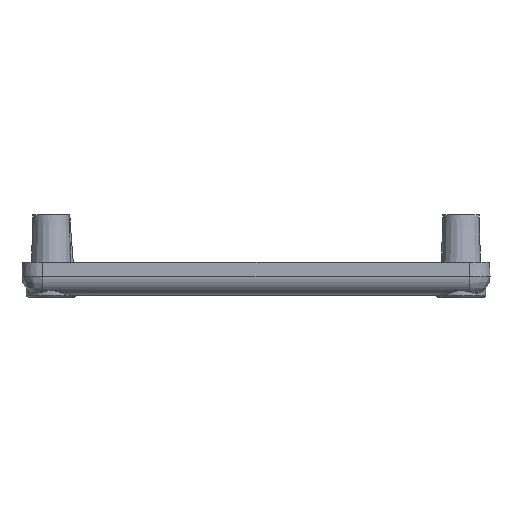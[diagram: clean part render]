
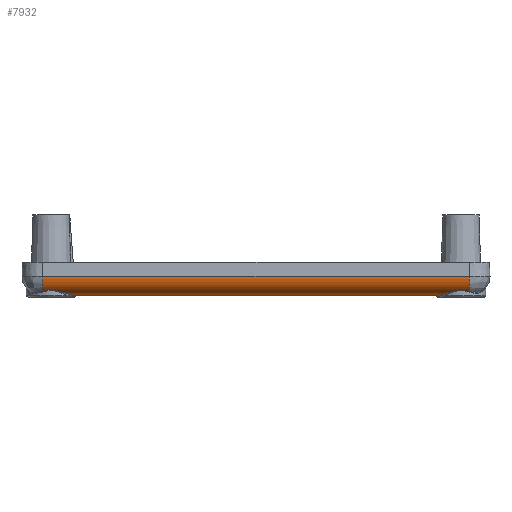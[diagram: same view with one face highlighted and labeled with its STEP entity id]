
A CAD part, left-side view. The second image highlights one B-rep face of the part: STEP entity #7932.
In plain terms, the highlighted cylindrical face has radius 4.5 mm (diameter 9 mm), a partial arc.
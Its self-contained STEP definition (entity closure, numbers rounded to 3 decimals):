
#105=CARTESIAN_POINT('',(-18.238,102.761,-50.185));
#127=CARTESIAN_POINT('',(-15.56,102.761,-46.568));
#128=DIRECTION('',(0.,-1.,0.));
#129=DIRECTION('',(-1.,0.,0.017));
#130=AXIS2_PLACEMENT_3D('',#127,#128,#129);
#146=DIRECTION('',(0.,1.,0.));
#147=VECTOR('',#146,88.44);
#148=CARTESIAN_POINT('',(-15.56,6.64,-51.068));
#149=LINE('',#148,#147);
#150=CARTESIAN_POINT('',(-15.56,95.08,-51.068));
#151=CARTESIAN_POINT('',(-15.598,95.117,-51.068));
#152=CARTESIAN_POINT('',(-15.682,95.189,-51.067));
#153=CARTESIAN_POINT('',(-15.821,95.307,-51.061));
#154=CARTESIAN_POINT('',(-15.973,95.436,-51.05));
#155=CARTESIAN_POINT('',(-16.137,95.581,-51.032));
#156=CARTESIAN_POINT('',(-16.312,95.744,-51.006));
#157=CARTESIAN_POINT('',(-16.499,95.928,-50.97));
#158=CARTESIAN_POINT('',(-16.697,96.136,-50.924));
#159=CARTESIAN_POINT('',(-16.906,96.374,-50.864));
#160=CARTESIAN_POINT('',(-17.122,96.644,-50.79));
#161=CARTESIAN_POINT('',(-17.347,96.953,-50.701));
#162=CARTESIAN_POINT('',(-17.577,97.31,-50.594));
#163=CARTESIAN_POINT('',(-17.809,97.722,-50.469));
#164=CARTESIAN_POINT('',(-18.035,98.197,-50.33));
#165=CARTESIAN_POINT('',(-18.252,98.767,-50.177));
#166=CARTESIAN_POINT('',(-18.428,99.405,-50.038));
#167=CARTESIAN_POINT('',(-18.536,100.061,-49.944));
#168=CARTESIAN_POINT('',(-18.575,100.696,-49.909));
#169=CARTESIAN_POINT('',(-18.55,101.311,-49.931));
#170=CARTESIAN_POINT('',(-18.463,101.945,-50.008));
#171=CARTESIAN_POINT('',(-18.347,102.416,-50.103));
#172=CARTESIAN_POINT('',(-18.271,102.659,-50.16));
#174=CARTESIAN_POINT('',(-18.271,102.659,-50.16));
#175=CARTESIAN_POINT('',(-18.268,102.67,-50.162));
#176=CARTESIAN_POINT('',(-18.261,102.693,-50.168));
#177=CARTESIAN_POINT('',(-18.25,102.727,-50.176));
#178=CARTESIAN_POINT('',(-18.242,102.75,-50.182));
#179=CARTESIAN_POINT('',(-18.238,102.761,-50.185));
#181=DIRECTION('',(0.,-1.,0.));
#182=VECTOR('',#181,103.802);
#183=CARTESIAN_POINT('',(-20.06,102.761,-46.489));
#184=LINE('',#183,#182);
#185=CARTESIAN_POINT('',(-18.238,-1.041,
-50.185));
#186=CARTESIAN_POINT('',(-18.242,-1.03,
-50.182));
#187=CARTESIAN_POINT('',(-18.25,-1.007,
-50.176));
#188=CARTESIAN_POINT('',(-18.261,-0.973,
-50.168));
#189=CARTESIAN_POINT('',(-18.268,-0.95,
-50.162));
#190=CARTESIAN_POINT('',(-18.272,-0.939,
-50.16));
#192=CARTESIAN_POINT('',(-15.56,6.64,-51.068));
#193=CARTESIAN_POINT('',(-15.598,6.603,-51.068));
#194=CARTESIAN_POINT('',(-15.682,6.53,-51.067));
#195=CARTESIAN_POINT('',(-15.823,6.412,-51.061));
#196=CARTESIAN_POINT('',(-15.976,6.281,-51.05));
#197=CARTESIAN_POINT('',(-16.141,6.136,-51.032));
#198=CARTESIAN_POINT('',(-16.317,5.972,-51.005));
#199=CARTESIAN_POINT('',(-16.506,5.786,-50.969));
#200=CARTESIAN_POINT('',(-16.703,5.577,-50.922));
#201=CARTESIAN_POINT('',(-16.91,5.341,-50.863));
#202=CARTESIAN_POINT('',(-17.127,5.07,-50.789));
#203=CARTESIAN_POINT('',(-17.351,4.76,-50.699));
#204=CARTESIAN_POINT('',(-17.582,4.402,-50.591));
#205=CARTESIAN_POINT('',(-17.813,3.99,-50.467));
#206=CARTESIAN_POINT('',(-18.042,3.506,-50.325));
#207=CARTESIAN_POINT('',(-18.255,2.942,-50.175));
#208=CARTESIAN_POINT('',(-18.429,2.308,-50.037));
#209=CARTESIAN_POINT('',(-18.535,1.664,-49.945));
#210=CARTESIAN_POINT('',(-18.575,1.037,-49.909));
#211=CARTESIAN_POINT('',(-18.551,0.417,
-49.931));
#212=CARTESIAN_POINT('',(-18.463,-0.224,
-50.008));
#213=CARTESIAN_POINT('',(-18.347,-0.695,
-50.103));
#214=CARTESIAN_POINT('',(-18.272,-0.939,
-50.16));
#6180=CARTESIAN_POINT('',(-15.56,-1.041,
-46.568));
#6181=DIRECTION('',(0.,1.,0.));
#6182=DIRECTION('',(-0.595,0.,-0.804));
#6183=AXIS2_PLACEMENT_3D('',#6180,#6181,#6182);
#6232=CARTESIAN_POINT('',(-20.06,-1.041,
-46.489));
#6233=VERTEX_POINT('',#6232);
#6234=CARTESIAN_POINT('',(-20.06,102.761,
-46.489));
#6235=VERTEX_POINT('',#6234);
#6248=VERTEX_POINT('',#105);
#6250=VERTEX_POINT('',#174);
#6254=VERTEX_POINT('',#192);
#6255=VERTEX_POINT('',#214);
#6256=CARTESIAN_POINT('',(-15.56,95.08,
-51.068));
#6257=VERTEX_POINT('',#6256);
#6258=CARTESIAN_POINT('',(-18.238,-1.041,
-50.185));
#6259=VERTEX_POINT('',#6258);
#7912=CARTESIAN_POINT('',(-15.56,-1.504,-46.568));
#7913=DIRECTION('',(0.,1.,0.));
#7914=DIRECTION('',(0.,0.,-1.));
#7915=AXIS2_PLACEMENT_3D('',#7912,#7913,#7914);
#7916=CYLINDRICAL_SURFACE('',#7915,4.5);
#7918=ORIENTED_EDGE('',*,*,#7917,.F.);
#7920=ORIENTED_EDGE('',*,*,#7919,.T.);
#7922=ORIENTED_EDGE('',*,*,#7921,.T.);
#7923=ORIENTED_EDGE('',*,*,#7898,.T.);
#7924=ORIENTED_EDGE('',*,*,#7856,.F.);
#7925=ORIENTED_EDGE('',*,*,#7730,.T.);
#7927=ORIENTED_EDGE('',*,*,#7926,.F.);
#7929=ORIENTED_EDGE('',*,*,#7928,.T.);
#7930=EDGE_LOOP('',(#7918,#7920,#7922,#7923,#7924,#7925,#7927,#7929));
#7931=FACE_OUTER_BOUND('',#7930,.F.);
#7932=ADVANCED_FACE('',(#7931),#7916,.T.);
#131=CIRCLE('',#130,4.5);
#173=B_SPLINE_CURVE_WITH_KNOTS('',3,(#150,#151,#152,#153,#154,#155,#156,#157,
#158,#159,#160,#161,#162,#163,#164,#165,#166,#167,#168,#169,#170,#171,#172),
.UNSPECIFIED.,.F.,.F.,(4,1,1,1,1,1,1,1,1,1,1,1,1,1,1,1,1,1,1,1,4),(0.,0.05,
0.1,0.15,0.2,0.25,0.3,0.35,0.4,0.45,0.5,0.55,0.6,0.65,
0.7,0.75,0.8,0.85,0.9,0.95,1.),.UNSPECIFIED.);
#180=B_SPLINE_CURVE_WITH_KNOTS('',3,(#174,#175,#176,#177,#178,#179),
.UNSPECIFIED.,.F.,.F.,(4,1,1,4),(0.,0.333,0.667,1.),
.UNSPECIFIED.);
#191=B_SPLINE_CURVE_WITH_KNOTS('',3,(#185,#186,#187,#188,#189,#190),
.UNSPECIFIED.,.F.,.F.,(4,1,1,4),(0.,0.333,0.667,1.),
.UNSPECIFIED.);
#215=B_SPLINE_CURVE_WITH_KNOTS('',3,(#192,#193,#194,#195,#196,#197,#198,#199,
#200,#201,#202,#203,#204,#205,#206,#207,#208,#209,#210,#211,#212,#213,#214),
.UNSPECIFIED.,.F.,.F.,(4,1,1,1,1,1,1,1,1,1,1,1,1,1,1,1,1,1,1,1,4),(0.,0.05,
0.1,0.15,0.2,0.25,0.3,0.35,0.4,0.45,0.5,0.55,0.6,0.65,
0.7,0.75,0.8,0.85,0.9,0.95,1.),.UNSPECIFIED.);
#6184=CIRCLE('',#6183,4.5);
#7730=EDGE_CURVE('',#6235,#6233,#184,.T.);
#7856=EDGE_CURVE('',#6235,#6248,#131,.T.);
#7898=EDGE_CURVE('',#6250,#6248,#180,.T.);
#7917=EDGE_CURVE('',#6254,#6255,#215,.T.);
#7919=EDGE_CURVE('',#6254,#6257,#149,.T.);
#7921=EDGE_CURVE('',#6257,#6250,#173,.T.);
#7926=EDGE_CURVE('',#6259,#6233,#6184,.T.);
#7928=EDGE_CURVE('',#6259,#6255,#191,.T.);
